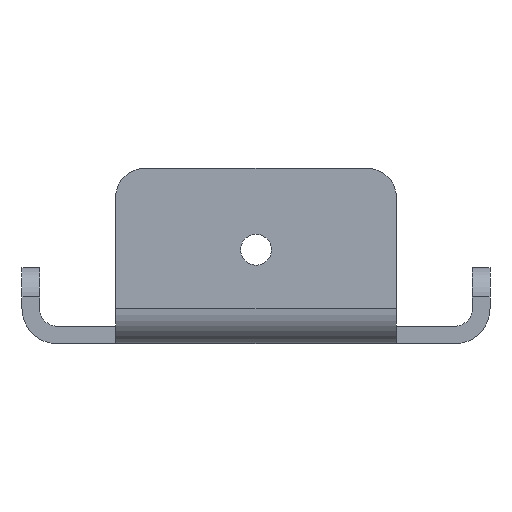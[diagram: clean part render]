
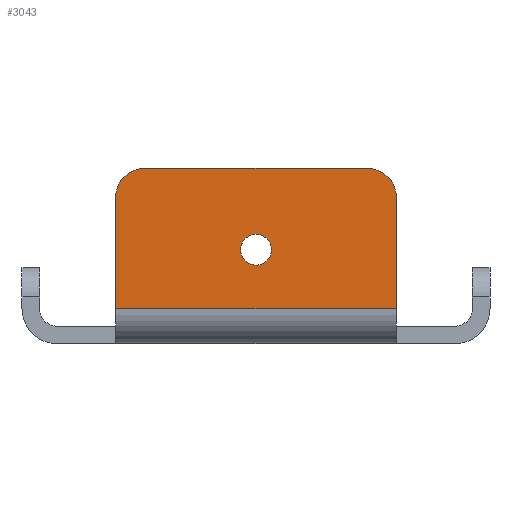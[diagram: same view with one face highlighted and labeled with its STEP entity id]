
A CAD part, front view. The second image highlights one B-rep face of the part: STEP entity #3043.
In plain terms, the highlighted planar face has unit normal (0, -1, 0).
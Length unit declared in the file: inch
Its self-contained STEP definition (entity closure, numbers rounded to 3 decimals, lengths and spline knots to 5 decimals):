
#2711=CARTESIAN_POINT('',(-0.19038,2.48078,0.85));
#2712=VERTEX_POINT('',#2711);
#2740=CARTESIAN_POINT('',(-0.19038,2.48078,-0.1));
#2741=VERTEX_POINT('',#2740);
#2749=CARTESIAN_POINT('',(-0.19038,2.48078,-0.325));
#2750=DIRECTION('',(0.0,-0.0,-1.0));
#2751=VECTOR('',#2750,1.0);
#2752=LINE('',#2749,#2751);
#2753=EDGE_CURVE('',#2712,#2741,#2752,.T.);
#2788=CARTESIAN_POINT('',(0.05962,2.48078,1.1));
#2789=VERTEX_POINT('',#2788);
#2790=CARTESIAN_POINT('',(0.05962,2.48078,0.85));
#2791=DIRECTION('',(-0.0,1.0,-0.0));
#2792=DIRECTION('',(-0.707,0.0,0.707));
#2793=AXIS2_PLACEMENT_3D('',#2790,#2791,#2792);
#2794=CIRCLE('',#2793,0.25);
#2795=EDGE_CURVE('',#2712,#2789,#2794,.T.);
#2863=CARTESIAN_POINT('',(0.8773,2.48078,0.40371));
#2864=VERTEX_POINT('',#2863);
#2871=CARTESIAN_POINT('',(1.0098,2.48078,0.40371));
#2872=DIRECTION('',(-0.0,1.0,-0.0));
#2873=DIRECTION('',(1.0,0.0,-0.0));
#2874=AXIS2_PLACEMENT_3D('',#2871,#2872,#2873);
#2875=CIRCLE('',#2874,0.1325);
#2876=EDGE_CURVE('',#2864,#2864,#2875,.T.);
#2898=CARTESIAN_POINT('',(1.95962,2.48078,1.1));
#2899=VERTEX_POINT('',#2898);
#2906=CARTESIAN_POINT('',(2.20962,2.48078,0.85));
#2907=VERTEX_POINT('',#2906);
#2908=CARTESIAN_POINT('',(1.95962,2.48078,0.85));
#2909=DIRECTION('',(-0.0,1.0,-0.0));
#2910=DIRECTION('',(0.707,0.0,0.707));
#2911=AXIS2_PLACEMENT_3D('',#2908,#2909,#2910);
#2912=CIRCLE('',#2911,0.25);
#2913=EDGE_CURVE('',#2899,#2907,#2912,.T.);
#2930=CARTESIAN_POINT('',(1.00962,2.48078,1.1));
#2931=DIRECTION('',(1.0,0.0,0.0));
#2932=VECTOR('',#2931,1.0);
#2933=LINE('',#2930,#2932);
#2934=EDGE_CURVE('',#2789,#2899,#2933,.T.);
#2974=CARTESIAN_POINT('',(2.20962,2.48078,-0.1));
#2975=VERTEX_POINT('',#2974);
#2976=CARTESIAN_POINT('',(2.20962,2.48078,0.5));
#2977=DIRECTION('',(0.0,0.0,-1.0));
#2978=VECTOR('',#2977,1.0);
#2979=LINE('',#2976,#2978);
#2980=EDGE_CURVE('',#2907,#2975,#2979,.T.);
#3022=ORIENTED_EDGE('',*,*,#2795,.F.);
#3023=ORIENTED_EDGE('',*,*,#2753,.T.);
#3024=CARTESIAN_POINT('',(1.38462,2.48078,-0.1));
#3025=DIRECTION('',(-1.0,-0.0,0.0));
#3026=VECTOR('',#3025,1.0);
#3027=LINE('',#3024,#3026);
#3028=EDGE_CURVE('',#2975,#2741,#3027,.T.);
#3029=ORIENTED_EDGE('',*,*,#3028,.F.);
#3030=ORIENTED_EDGE('',*,*,#2980,.F.);
#3031=ORIENTED_EDGE('',*,*,#2913,.F.);
#3032=ORIENTED_EDGE('',*,*,#2934,.F.);
#3033=EDGE_LOOP('',(#3022,#3023,#3029,#3030,#3031,#3032));
#3034=FACE_OUTER_BOUND('',#3033,.T.);
#3035=ORIENTED_EDGE('',*,*,#2876,.T.);
#3036=EDGE_LOOP('',(#3035));
#3037=FACE_BOUND('',#3036,.T.);
#3038=CARTESIAN_POINT('',(1.00962,2.48078,-0.325));
#3039=DIRECTION('',(-0.0,1.0,-0.0));
#3040=DIRECTION('',(-0.0,0.0,1.0));
#3041=AXIS2_PLACEMENT_3D('',#3038,#3039,#3040);
#3042=PLANE('',#3041);
#3043=ADVANCED_FACE('',(#3034,#3037),#3042,.F.);
